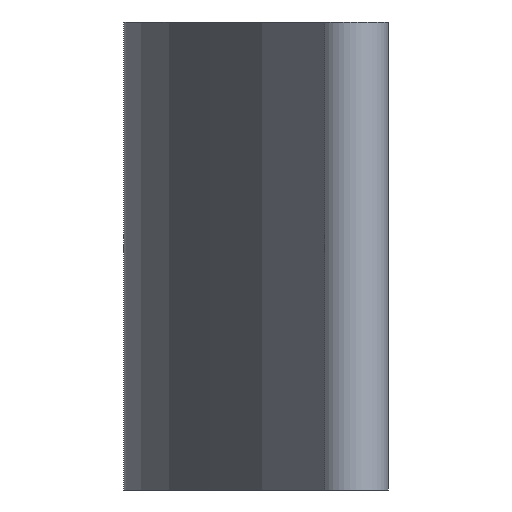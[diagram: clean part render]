
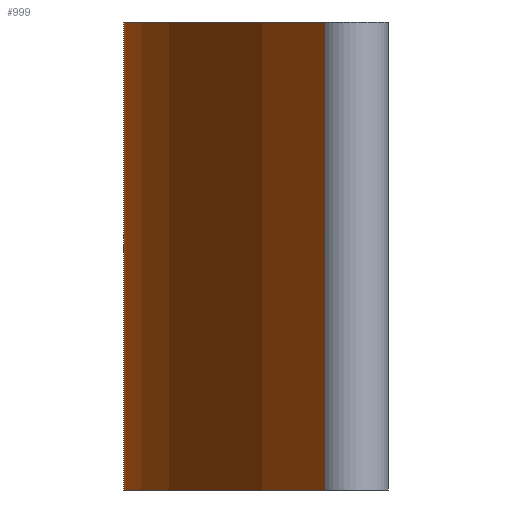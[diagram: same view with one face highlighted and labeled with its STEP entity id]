
A CAD part, left-side view. The second image highlights one B-rep face of the part: STEP entity #999.
In plain terms, the highlighted cylindrical face has radius 78.429 mm (diameter 156.858 mm), a partial arc.
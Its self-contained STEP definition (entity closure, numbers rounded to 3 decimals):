
#674=CARTESIAN_POINT('',(0.0,-0.061,-19.75));
#675=VERTEX_POINT('',#674);
#682=CARTESIAN_POINT('',(0.0,-0.061,19.75));
#683=VERTEX_POINT('',#682);
#684=CARTESIAN_POINT('',(0.0,-0.061,-19.75));
#685=DIRECTION('',(0.0,0.0,1.0));
#686=VECTOR('',#685,39.5);
#687=LINE('',#684,#686);
#688=EDGE_CURVE('',#675,#683,#687,.T.);
#941=CARTESIAN_POINT('',(-51.866,-17.012,19.75));
#942=VERTEX_POINT('',#941);
#950=CARTESIAN_POINT('',(-51.866,-17.012,-19.75));
#951=VERTEX_POINT('',#950);
#952=CARTESIAN_POINT('',(-51.866,-17.012,-19.75));
#953=DIRECTION('',(0.0,0.0,1.0));
#954=VECTOR('',#953,39.5);
#955=LINE('',#952,#954);
#956=EDGE_CURVE('',#951,#942,#955,.T.);
#976=CARTESIAN_POINT('',(-3.091,-78.429,-19.75));
#977=DIRECTION('',(0.0,0.0,1.0));
#978=DIRECTION('',(-0.039,-0.999,0.0));
#979=AXIS2_PLACEMENT_3D('',#976,#977,#978);
#980=CYLINDRICAL_SURFACE('',#979,78.429);
#981=CARTESIAN_POINT('',(-3.091,-78.429,19.75));
#982=DIRECTION('',(0.0,0.0,-1.0));
#983=DIRECTION('',(-0.039,-0.999,0.0));
#984=AXIS2_PLACEMENT_3D('',#981,#982,#983);
#985=CIRCLE('',#984,78.429);
#986=EDGE_CURVE('',#942,#683,#985,.T.);
#987=ORIENTED_EDGE('',*,*,#986,.T.);
#988=ORIENTED_EDGE('',*,*,#688,.F.);
#989=CARTESIAN_POINT('',(-3.091,-78.429,-19.75));
#990=DIRECTION('',(0.0,0.0,-1.0));
#991=DIRECTION('',(-0.039,-0.999,0.0));
#992=AXIS2_PLACEMENT_3D('',#989,#990,#991);
#993=CIRCLE('',#992,78.429);
#994=EDGE_CURVE('',#951,#675,#993,.T.);
#995=ORIENTED_EDGE('',*,*,#994,.F.);
#996=ORIENTED_EDGE('',*,*,#956,.T.);
#997=EDGE_LOOP('',(#987,#988,#995,#996));
#998=FACE_OUTER_BOUND('',#997,.T.);
#999=ADVANCED_FACE('',(#998),#980,.T.);
